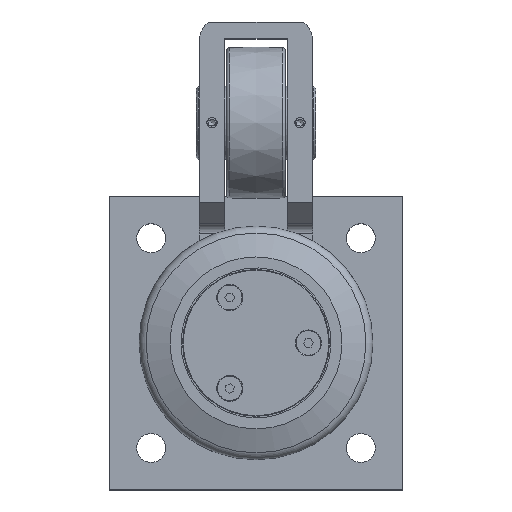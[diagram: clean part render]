
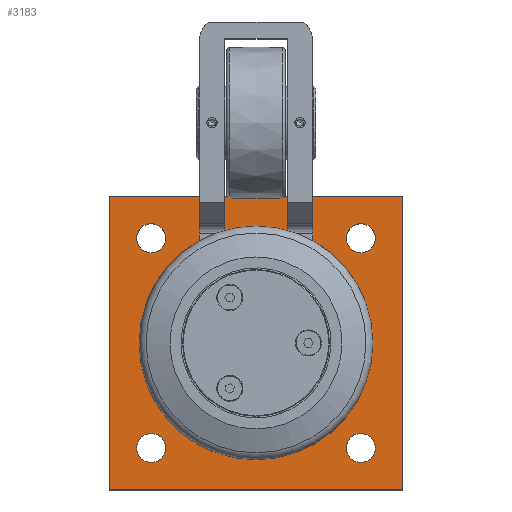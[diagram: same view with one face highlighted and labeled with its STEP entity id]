
A CAD part, top view. The second image highlights one B-rep face of the part: STEP entity #3183.
In plain terms, the highlighted planar face has unit normal (0, 0, 1).
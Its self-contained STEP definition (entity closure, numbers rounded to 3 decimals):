
#208=LINE('',#5433,#430);
#228=LINE('',#5487,#450);
#235=LINE('',#5501,#457);
#236=LINE('',#5503,#458);
#237=LINE('',#5504,#459);
#238=LINE('',#5523,#460);
#239=LINE('',#5525,#461);
#240=LINE('',#5527,#462);
#241=LINE('',#5528,#463);
#242=LINE('',#5530,#464);
#243=LINE('',#5532,#465);
#244=LINE('',#5533,#466);
#430=VECTOR('',#4239,10.);
#450=VECTOR('',#4287,10.);
#457=VECTOR('',#4296,10.);
#458=VECTOR('',#4297,10.);
#459=VECTOR('',#4298,10.);
#460=VECTOR('',#4315,10.);
#461=VECTOR('',#4316,10.);
#462=VECTOR('',#4317,10.);
#463=VECTOR('',#4318,10.);
#464=VECTOR('',#4319,10.);
#465=VECTOR('',#4320,10.);
#466=VECTOR('',#4321,10.);
#583=FACE_BOUND('',#990,.T.);
#584=FACE_BOUND('',#991,.T.);
#585=FACE_BOUND('',#992,.T.);
#586=FACE_BOUND('',#993,.T.);
#587=FACE_BOUND('',#994,.T.);
#588=FACE_BOUND('',#995,.T.);
#589=FACE_BOUND('',#996,.T.);
#669=PLANE('',#3512);
#807=FACE_OUTER_BOUND('',#989,.T.);
#989=EDGE_LOOP('',(#2627,#2628,#2629,#2630));
#990=EDGE_LOOP('',(#2631,#2632));
#991=EDGE_LOOP('',(#2633,#2634));
#992=EDGE_LOOP('',(#2635,#2636));
#993=EDGE_LOOP('',(#2637,#2638));
#994=EDGE_LOOP('',(#2639,#2640,#2641,#2642));
#995=EDGE_LOOP('',(#2643,#2644,#2645,#2646));
#996=EDGE_LOOP('',(#2647));
#1200=CIRCLE('',#3513,6.918);
#1201=CIRCLE('',#3514,6.918);
#1202=CIRCLE('',#3515,6.918);
#1203=CIRCLE('',#3516,6.918);
#1204=CIRCLE('',#3517,6.918);
#1205=CIRCLE('',#3518,6.918);
#1206=CIRCLE('',#3519,6.918);
#1207=CIRCLE('',#3520,6.918);
#1208=CIRCLE('',#3521,35.);
#1462=VERTEX_POINT('',#5431);
#1463=VERTEX_POINT('',#5432);
#1482=VERTEX_POINT('',#5484);
#1483=VERTEX_POINT('',#5486);
#1489=VERTEX_POINT('',#5500);
#1490=VERTEX_POINT('',#5502);
#1491=VERTEX_POINT('',#5505);
#1492=VERTEX_POINT('',#5506);
#1493=VERTEX_POINT('',#5509);
#1494=VERTEX_POINT('',#5510);
#1495=VERTEX_POINT('',#5513);
#1496=VERTEX_POINT('',#5514);
#1497=VERTEX_POINT('',#5517);
#1498=VERTEX_POINT('',#5518);
#1499=VERTEX_POINT('',#5521);
#1500=VERTEX_POINT('',#5522);
#1501=VERTEX_POINT('',#5524);
#1502=VERTEX_POINT('',#5526);
#1503=VERTEX_POINT('',#5529);
#1504=VERTEX_POINT('',#5531);
#1505=VERTEX_POINT('',#5534);
#1859=EDGE_CURVE('',#1462,#1463,#208,.T.);
#1886=EDGE_CURVE('',#1482,#1483,#228,.T.);
#1893=EDGE_CURVE('',#1489,#1482,#235,.T.);
#1894=EDGE_CURVE('',#1490,#1489,#236,.T.);
#1895=EDGE_CURVE('',#1483,#1490,#237,.T.);
#1896=EDGE_CURVE('',#1491,#1492,#1200,.T.);
#1897=EDGE_CURVE('',#1492,#1491,#1201,.T.);
#1898=EDGE_CURVE('',#1493,#1494,#1202,.T.);
#1899=EDGE_CURVE('',#1494,#1493,#1203,.T.);
#1900=EDGE_CURVE('',#1495,#1496,#1204,.T.);
#1901=EDGE_CURVE('',#1496,#1495,#1205,.T.);
#1902=EDGE_CURVE('',#1497,#1498,#1206,.T.);
#1903=EDGE_CURVE('',#1498,#1497,#1207,.T.);
#1904=EDGE_CURVE('',#1499,#1500,#238,.T.);
#1905=EDGE_CURVE('',#1500,#1501,#239,.T.);
#1906=EDGE_CURVE('',#1501,#1502,#240,.T.);
#1907=EDGE_CURVE('',#1502,#1499,#241,.T.);
#1908=EDGE_CURVE('',#1503,#1462,#242,.T.);
#1909=EDGE_CURVE('',#1463,#1504,#243,.T.);
#1910=EDGE_CURVE('',#1504,#1503,#244,.T.);
#1911=EDGE_CURVE('',#1505,#1505,#1208,.T.);
#2627=ORIENTED_EDGE('',*,*,#1893,.F.);
#2628=ORIENTED_EDGE('',*,*,#1894,.F.);
#2629=ORIENTED_EDGE('',*,*,#1895,.F.);
#2630=ORIENTED_EDGE('',*,*,#1886,.F.);
#2631=ORIENTED_EDGE('',*,*,#1896,.T.);
#2632=ORIENTED_EDGE('',*,*,#1897,.T.);
#2633=ORIENTED_EDGE('',*,*,#1898,.T.);
#2634=ORIENTED_EDGE('',*,*,#1899,.T.);
#2635=ORIENTED_EDGE('',*,*,#1900,.T.);
#2636=ORIENTED_EDGE('',*,*,#1901,.T.);
#2637=ORIENTED_EDGE('',*,*,#1902,.T.);
#2638=ORIENTED_EDGE('',*,*,#1903,.T.);
#2639=ORIENTED_EDGE('',*,*,#1904,.T.);
#2640=ORIENTED_EDGE('',*,*,#1905,.T.);
#2641=ORIENTED_EDGE('',*,*,#1906,.T.);
#2642=ORIENTED_EDGE('',*,*,#1907,.T.);
#2643=ORIENTED_EDGE('',*,*,#1908,.T.);
#2644=ORIENTED_EDGE('',*,*,#1859,.T.);
#2645=ORIENTED_EDGE('',*,*,#1909,.T.);
#2646=ORIENTED_EDGE('',*,*,#1910,.T.);
#2647=ORIENTED_EDGE('',*,*,#1911,.T.);
#3183=ADVANCED_FACE('',(#807,#583,#584,#585,#586,#587,#588,#589),#669,.T.);
#3512=AXIS2_PLACEMENT_3D('',#5499,#4294,#4295);
#3513=AXIS2_PLACEMENT_3D('',#5507,#4299,#4300);
#3514=AXIS2_PLACEMENT_3D('',#5508,#4301,#4302);
#3515=AXIS2_PLACEMENT_3D('',#5511,#4303,#4304);
#3516=AXIS2_PLACEMENT_3D('',#5512,#4305,#4306);
#3517=AXIS2_PLACEMENT_3D('',#5515,#4307,#4308);
#3518=AXIS2_PLACEMENT_3D('',#5516,#4309,#4310);
#3519=AXIS2_PLACEMENT_3D('',#5519,#4311,#4312);
#3520=AXIS2_PLACEMENT_3D('',#5520,#4313,#4314);
#3521=AXIS2_PLACEMENT_3D('',#5535,#4322,#4323);
#4239=DIRECTION('',(1.,0.,0.));
#4287=DIRECTION('',(1.,0.,0.));
#4294=DIRECTION('center_axis',(0.,0.,1.));
#4295=DIRECTION('ref_axis',(1.,0.,0.));
#4296=DIRECTION('',(0.,1.,0.));
#4297=DIRECTION('',(-1.,0.,0.));
#4298=DIRECTION('',(0.,-1.,0.));
#4299=DIRECTION('center_axis',(0.,0.,-1.));
#4300=DIRECTION('ref_axis',(1.,0.,0.));
#4301=DIRECTION('center_axis',(0.,0.,-1.));
#4302=DIRECTION('ref_axis',(1.,0.,0.));
#4303=DIRECTION('center_axis',(0.,0.,-1.));
#4304=DIRECTION('ref_axis',(1.,0.,0.));
#4305=DIRECTION('center_axis',(0.,0.,-1.));
#4306=DIRECTION('ref_axis',(1.,0.,0.));
#4307=DIRECTION('center_axis',(0.,0.,-1.));
#4308=DIRECTION('ref_axis',(1.,0.,0.));
#4309=DIRECTION('center_axis',(0.,0.,-1.));
#4310=DIRECTION('ref_axis',(1.,0.,0.));
#4311=DIRECTION('center_axis',(0.,0.,-1.));
#4312=DIRECTION('ref_axis',(1.,0.,0.));
#4313=DIRECTION('center_axis',(0.,0.,-1.));
#4314=DIRECTION('ref_axis',(1.,0.,0.));
#4315=DIRECTION('',(0.,1.,0.));
#4316=DIRECTION('',(1.,0.,0.));
#4317=DIRECTION('',(0.,-1.,0.));
#4318=DIRECTION('',(-1.,0.,0.));
#4319=DIRECTION('',(0.,1.,0.));
#4320=DIRECTION('',(0.,-1.,0.));
#4321=DIRECTION('',(-1.,0.,0.));
#4322=DIRECTION('center_axis',(0.,0.,-1.));
#4323=DIRECTION('ref_axis',(0.,-1.,0.));
#5431=CARTESIAN_POINT('',(-44.516,27.511,-15.));
#5432=CARTESIAN_POINT('',(-32.516,27.511,-15.));
#5433=CARTESIAN_POINT('',(-44.516,27.511,-15.));
#5484=CARTESIAN_POINT('',(-87.516,29.205,-15.));
#5486=CARTESIAN_POINT('',(52.484,29.205,-15.));
#5487=CARTESIAN_POINT('',(52.484,29.205,-15.));
#5499=CARTESIAN_POINT('Origin',(-17.516,-40.795,-15.));
#5500=CARTESIAN_POINT('',(-87.516,-110.795,-15.));
#5501=CARTESIAN_POINT('',(-87.516,29.205,-15.));
#5502=CARTESIAN_POINT('',(52.484,-110.795,-15.));
#5503=CARTESIAN_POINT('',(-87.516,-110.795,-15.));
#5504=CARTESIAN_POINT('',(52.484,-110.795,-15.));
#5505=CARTESIAN_POINT('',(-60.598,9.205,-15.));
#5506=CARTESIAN_POINT('',(-74.433,9.205,-15.));
#5507=CARTESIAN_POINT('Origin',(-67.516,9.205,-15.));
#5508=CARTESIAN_POINT('Origin',(-67.516,9.205,-15.));
#5509=CARTESIAN_POINT('',(39.402,9.205,-15.));
#5510=CARTESIAN_POINT('',(25.567,9.205,-15.));
#5511=CARTESIAN_POINT('Origin',(32.484,9.205,-15.));
#5512=CARTESIAN_POINT('Origin',(32.484,9.205,-15.));
#5513=CARTESIAN_POINT('',(39.402,-90.795,-15.));
#5514=CARTESIAN_POINT('',(25.567,-90.795,-15.));
#5515=CARTESIAN_POINT('Origin',(32.484,-90.795,-15.));
#5516=CARTESIAN_POINT('Origin',(32.484,-90.795,-15.));
#5517=CARTESIAN_POINT('',(-60.598,-90.795,-15.));
#5518=CARTESIAN_POINT('',(-74.433,-90.795,-15.));
#5519=CARTESIAN_POINT('Origin',(-67.516,-90.795,-15.));
#5520=CARTESIAN_POINT('Origin',(-67.516,-90.795,-15.));
#5521=CARTESIAN_POINT('',(-2.516,-6.295,-15.));
#5522=CARTESIAN_POINT('',(-2.516,27.511,-15.));
#5523=CARTESIAN_POINT('',(-2.516,-20.795,-15.));
#5524=CARTESIAN_POINT('',(9.484,27.511,-15.));
#5525=CARTESIAN_POINT('',(-2.516,27.511,-15.));
#5526=CARTESIAN_POINT('',(9.484,-6.295,-15.));
#5527=CARTESIAN_POINT('',(9.484,7.114,-15.));
#5528=CARTESIAN_POINT('',(-4.016,-6.295,-15.));
#5529=CARTESIAN_POINT('',(-44.516,-6.295,-15.));
#5530=CARTESIAN_POINT('',(-44.516,-20.795,-15.));
#5531=CARTESIAN_POINT('',(-32.516,-6.295,-15.));
#5532=CARTESIAN_POINT('',(-32.516,7.114,-15.));
#5533=CARTESIAN_POINT('',(-25.016,-6.295,-15.));
#5534=CARTESIAN_POINT('',(-17.516,-5.795,-15.));
#5535=CARTESIAN_POINT('Origin',(-17.516,-40.795,-15.));
